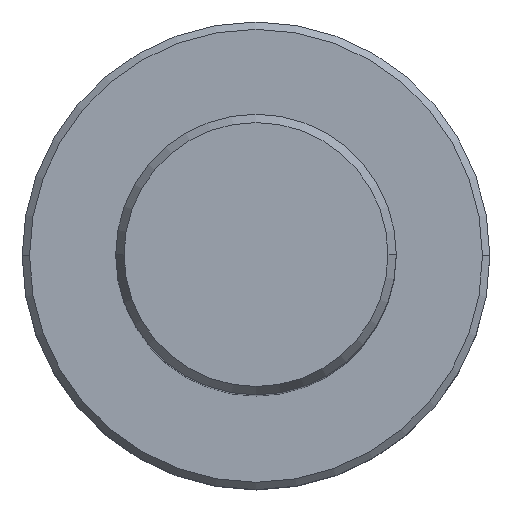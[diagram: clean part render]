
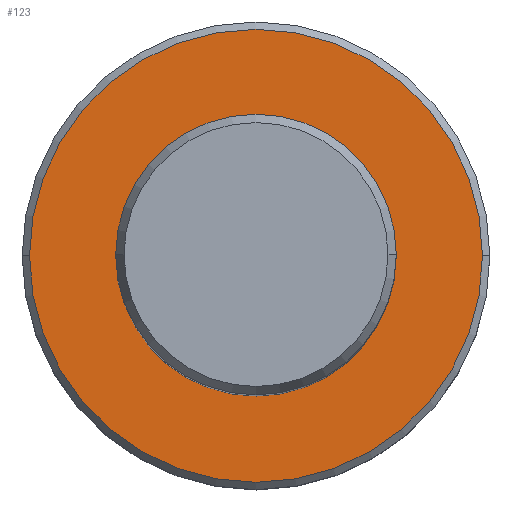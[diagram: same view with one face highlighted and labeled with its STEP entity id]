
A CAD part, top view. The second image highlights one B-rep face of the part: STEP entity #123.
In plain terms, the highlighted planar face has unit normal (0, 0, 1).
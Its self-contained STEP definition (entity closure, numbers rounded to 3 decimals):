
#28=PLANE('',#1035);
#31=FACE_BOUND('',#250,.T.);
#32=FACE_BOUND('',#251,.T.);
#123=ADVANCED_FACE('',(#31,#32),#28,.T.);
#250=EDGE_LOOP('',(#428,#429));
#251=EDGE_LOOP('',(#430,#431));
#428=ORIENTED_EDGE('',*,*,#616,.F.);
#429=ORIENTED_EDGE('',*,*,#617,.T.);
#430=ORIENTED_EDGE('',*,*,#612,.F.);
#431=ORIENTED_EDGE('',*,*,#615,.T.);
#518=VERTEX_POINT('',#1799);
#519=VERTEX_POINT('',#1800);
#520=VERTEX_POINT('',#1807);
#521=VERTEX_POINT('',#1808);
#612=EDGE_CURVE('',#518,#519,#716,.T.);
#615=EDGE_CURVE('',#518,#519,#717,.T.);
#616=EDGE_CURVE('',#520,#521,#718,.T.);
#617=EDGE_CURVE('',#520,#521,#719,.T.);
#716=CIRCLE('',#1029,9.025);
#717=CIRCLE('',#1031,9.025);
#718=CIRCLE('',#1033,15.375);
#719=CIRCLE('',#1034,15.375);
#1029=AXIS2_PLACEMENT_3D('',#1798,#1295,#1296);
#1031=AXIS2_PLACEMENT_3D('',#1804,#1301,#1302);
#1033=AXIS2_PLACEMENT_3D('',#1806,#1305,#1306);
#1034=AXIS2_PLACEMENT_3D('',#1809,#1307,#1308);
#1035=AXIS2_PLACEMENT_3D('',#1810,#1309,#1310);
#1295=DIRECTION('',(0.,0.,1.));
#1296=DIRECTION('',(1.,0.,0.));
#1301=DIRECTION('',(0.,0.,-1.));
#1302=DIRECTION('',(1.,0.,0.));
#1305=DIRECTION('',(0.,0.,-1.));
#1306=DIRECTION('',(1.,0.,0.));
#1307=DIRECTION('',(0.,0.,1.));
#1308=DIRECTION('',(1.,0.,0.));
#1309=DIRECTION('',(0.,0.,1.));
#1310=DIRECTION('',(1.,0.,0.));
#1798=CARTESIAN_POINT('',(0.,0.,0.));
#1799=CARTESIAN_POINT('',(9.025,0.,0.));
#1800=CARTESIAN_POINT('',(-9.025,0.,0.));
#1804=CARTESIAN_POINT('',(0.,0.,0.));
#1806=CARTESIAN_POINT('',(0.,0.,0.));
#1807=CARTESIAN_POINT('',(15.375,0.,0.));
#1808=CARTESIAN_POINT('',(-15.375,0.,0.));
#1809=CARTESIAN_POINT('',(0.,0.,0.));
#1810=CARTESIAN_POINT('',(0.,0.,0.));
